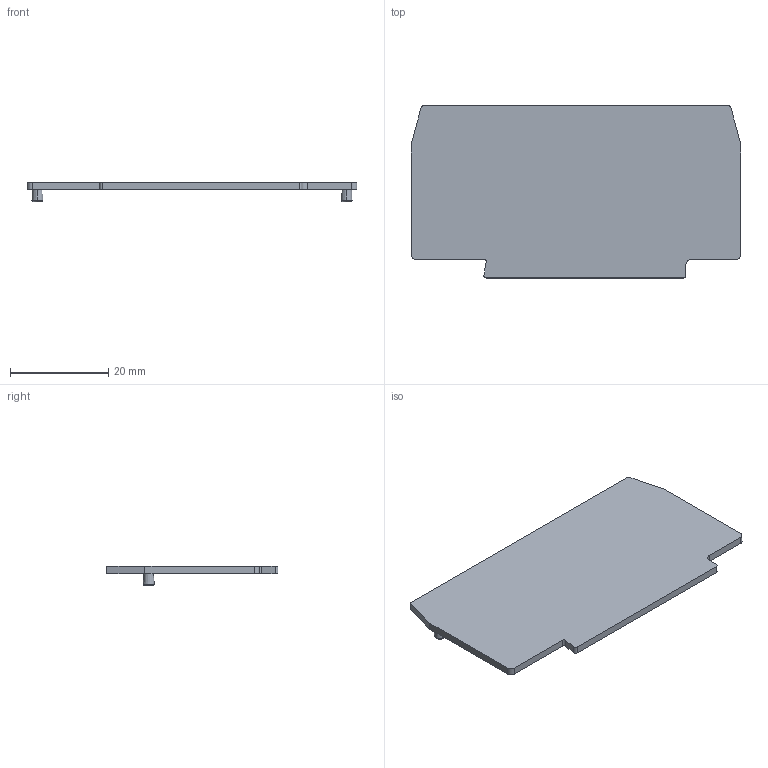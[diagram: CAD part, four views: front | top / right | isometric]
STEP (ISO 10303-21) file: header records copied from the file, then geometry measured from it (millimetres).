
FILE_DESCRIPTION((''),'2;1');
FILE_NAME('FSIK40_AP_2A','2014-07-03T',('Andreas Nolte'),(''),'PRO/ENGINEER BY PARAMETRIC TECHNOLOGY CORPORATION, 2013130','PRO/ENGINEER BY PARAMETRIC TECHNOLOGY CORPORATION, 2013130','');
FILE_SCHEMA(('CONFIG_CONTROL_DESIGN'));
Length unit declared in the file: millimetre
Products named in the file (1): FSIK40_AP_2A
Bounding box: 67.3 x 35.1 x 4 mm (x, y, z)
Volume: 3379.3 mm3; surface area: 4841.4 mm2
Topology: 1 solids, 1 shells, 50 faces, 122 edges, 78 vertices
Faces by surface type: cylinder 18, plane 16, cone 8, torus 4, bspline 4
Entity records: 1574 total; most frequent: CARTESIAN_POINT 310, DIRECTION 280, ORIENTED_EDGE 244, EDGE_CURVE 122, AXIS2_PLACEMENT_3D 112, VERTEX_POINT 78, CIRCLE 66, VECTOR 56
